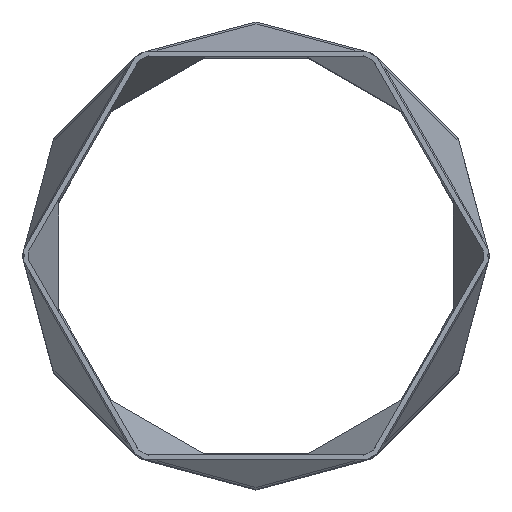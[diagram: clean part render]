
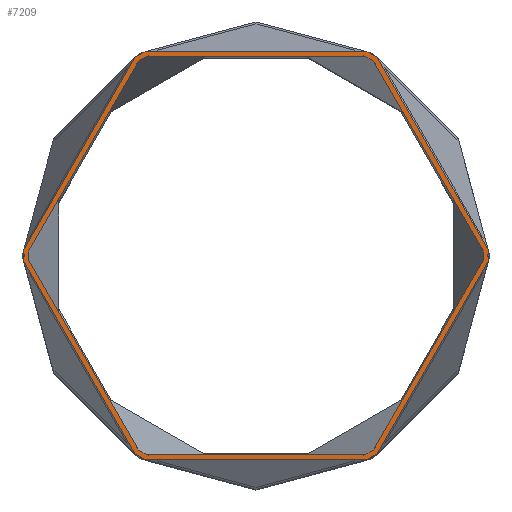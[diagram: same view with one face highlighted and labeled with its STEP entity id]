
A CAD part, top view. The second image highlights one B-rep face of the part: STEP entity #7209.
In plain terms, the highlighted planar face has unit normal (0, 0, 1).
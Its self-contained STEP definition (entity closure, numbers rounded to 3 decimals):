
#29=FACE_BOUND('',#813,.T.);
#367=FACE_OUTER_BOUND('',#812,.T.);
#812=EDGE_LOOP('',(#5589,#5590,#5591,#5592,#5593,#5594,#5595,#5596,#5597,
#5598,#5599,#5600));
#813=EDGE_LOOP('',(#5601,#5602,#5603,#5604,#5605,#5606,#5607,#5608,#5609,
#5610,#5611,#5612));
#1679=LINE('',#11022,#2648);
#1680=LINE('',#11024,#2649);
#1681=LINE('',#11026,#2650);
#1682=LINE('',#11028,#2651);
#1683=LINE('',#11030,#2652);
#1684=LINE('',#11032,#2653);
#1685=LINE('',#11034,#2654);
#1686=LINE('',#11036,#2655);
#1687=LINE('',#11038,#2656);
#1688=LINE('',#11040,#2657);
#1689=LINE('',#11042,#2658);
#1690=LINE('',#11043,#2659);
#1691=LINE('',#11046,#2660);
#1692=LINE('',#11048,#2661);
#1693=LINE('',#11050,#2662);
#1694=LINE('',#11052,#2663);
#1695=LINE('',#11054,#2664);
#1696=LINE('',#11056,#2665);
#1697=LINE('',#11058,#2666);
#1698=LINE('',#11060,#2667);
#1699=LINE('',#11062,#2668);
#1700=LINE('',#11064,#2669);
#1701=LINE('',#11066,#2670);
#1702=LINE('',#11067,#2671);
#2648=VECTOR('',#9010,10.);
#2649=VECTOR('',#9011,10.);
#2650=VECTOR('',#9012,10.);
#2651=VECTOR('',#9013,10.);
#2652=VECTOR('',#9014,10.);
#2653=VECTOR('',#9015,10.);
#2654=VECTOR('',#9016,10.);
#2655=VECTOR('',#9017,10.);
#2656=VECTOR('',#9018,10.);
#2657=VECTOR('',#9019,10.);
#2658=VECTOR('',#9020,10.);
#2659=VECTOR('',#9021,10.);
#2660=VECTOR('',#9022,10.);
#2661=VECTOR('',#9023,10.);
#2662=VECTOR('',#9024,10.);
#2663=VECTOR('',#9025,10.);
#2664=VECTOR('',#9026,10.);
#2665=VECTOR('',#9027,10.);
#2666=VECTOR('',#9028,10.);
#2667=VECTOR('',#9029,10.);
#2668=VECTOR('',#9030,10.);
#2669=VECTOR('',#9031,10.);
#2670=VECTOR('',#9032,10.);
#2671=VECTOR('',#9033,10.);
#3417=VERTEX_POINT('',#11020);
#3418=VERTEX_POINT('',#11021);
#3419=VERTEX_POINT('',#11023);
#3420=VERTEX_POINT('',#11025);
#3421=VERTEX_POINT('',#11027);
#3422=VERTEX_POINT('',#11029);
#3423=VERTEX_POINT('',#11031);
#3424=VERTEX_POINT('',#11033);
#3425=VERTEX_POINT('',#11035);
#3426=VERTEX_POINT('',#11037);
#3427=VERTEX_POINT('',#11039);
#3428=VERTEX_POINT('',#11041);
#3429=VERTEX_POINT('',#11044);
#3430=VERTEX_POINT('',#11045);
#3431=VERTEX_POINT('',#11047);
#3432=VERTEX_POINT('',#11049);
#3433=VERTEX_POINT('',#11051);
#3434=VERTEX_POINT('',#11053);
#3435=VERTEX_POINT('',#11055);
#3436=VERTEX_POINT('',#11057);
#3437=VERTEX_POINT('',#11059);
#3438=VERTEX_POINT('',#11061);
#3439=VERTEX_POINT('',#11063);
#3440=VERTEX_POINT('',#11065);
#4223=EDGE_CURVE('',#3417,#3418,#1679,.T.);
#4224=EDGE_CURVE('',#3419,#3417,#1680,.T.);
#4225=EDGE_CURVE('',#3420,#3419,#1681,.T.);
#4226=EDGE_CURVE('',#3421,#3420,#1682,.T.);
#4227=EDGE_CURVE('',#3422,#3421,#1683,.T.);
#4228=EDGE_CURVE('',#3423,#3422,#1684,.T.);
#4229=EDGE_CURVE('',#3424,#3423,#1685,.T.);
#4230=EDGE_CURVE('',#3425,#3424,#1686,.T.);
#4231=EDGE_CURVE('',#3426,#3425,#1687,.T.);
#4232=EDGE_CURVE('',#3427,#3426,#1688,.T.);
#4233=EDGE_CURVE('',#3428,#3427,#1689,.T.);
#4234=EDGE_CURVE('',#3418,#3428,#1690,.T.);
#4235=EDGE_CURVE('',#3429,#3430,#1691,.T.);
#4236=EDGE_CURVE('',#3431,#3429,#1692,.T.);
#4237=EDGE_CURVE('',#3432,#3431,#1693,.T.);
#4238=EDGE_CURVE('',#3433,#3432,#1694,.T.);
#4239=EDGE_CURVE('',#3434,#3433,#1695,.T.);
#4240=EDGE_CURVE('',#3435,#3434,#1696,.T.);
#4241=EDGE_CURVE('',#3436,#3435,#1697,.T.);
#4242=EDGE_CURVE('',#3437,#3436,#1698,.T.);
#4243=EDGE_CURVE('',#3438,#3437,#1699,.T.);
#4244=EDGE_CURVE('',#3439,#3438,#1700,.T.);
#4245=EDGE_CURVE('',#3440,#3439,#1701,.T.);
#4246=EDGE_CURVE('',#3430,#3440,#1702,.T.);
#5589=ORIENTED_EDGE('',*,*,#4223,.F.);
#5590=ORIENTED_EDGE('',*,*,#4224,.F.);
#5591=ORIENTED_EDGE('',*,*,#4225,.F.);
#5592=ORIENTED_EDGE('',*,*,#4226,.F.);
#5593=ORIENTED_EDGE('',*,*,#4227,.F.);
#5594=ORIENTED_EDGE('',*,*,#4228,.F.);
#5595=ORIENTED_EDGE('',*,*,#4229,.F.);
#5596=ORIENTED_EDGE('',*,*,#4230,.F.);
#5597=ORIENTED_EDGE('',*,*,#4231,.F.);
#5598=ORIENTED_EDGE('',*,*,#4232,.F.);
#5599=ORIENTED_EDGE('',*,*,#4233,.F.);
#5600=ORIENTED_EDGE('',*,*,#4234,.F.);
#5601=ORIENTED_EDGE('',*,*,#4235,.F.);
#5602=ORIENTED_EDGE('',*,*,#4236,.F.);
#5603=ORIENTED_EDGE('',*,*,#4237,.F.);
#5604=ORIENTED_EDGE('',*,*,#4238,.F.);
#5605=ORIENTED_EDGE('',*,*,#4239,.F.);
#5606=ORIENTED_EDGE('',*,*,#4240,.F.);
#5607=ORIENTED_EDGE('',*,*,#4241,.F.);
#5608=ORIENTED_EDGE('',*,*,#4242,.F.);
#5609=ORIENTED_EDGE('',*,*,#4243,.F.);
#5610=ORIENTED_EDGE('',*,*,#4244,.F.);
#5611=ORIENTED_EDGE('',*,*,#4245,.F.);
#5612=ORIENTED_EDGE('',*,*,#4246,.F.);
#6770=PLANE('',#7664);
#7209=ADVANCED_FACE('',(#367,#29),#6770,.F.);
#7664=AXIS2_PLACEMENT_3D('',#11019,#9008,#9009);
#9008=DIRECTION('center_axis',(0.,0.,-1.));
#9009=DIRECTION('ref_axis',(-1.,0.,0.));
#9010=DIRECTION('',(0.5,0.866,0.));
#9011=DIRECTION('',(0.,1.,0.));
#9012=DIRECTION('',(-0.5,0.866,0.));
#9013=DIRECTION('',(-0.866,0.5,0.));
#9014=DIRECTION('',(-1.,0.,0.));
#9015=DIRECTION('',(-0.866,-0.5,0.));
#9016=DIRECTION('',(-0.5,-0.866,0.));
#9017=DIRECTION('',(0.,-1.,0.));
#9018=DIRECTION('',(0.5,-0.866,0.));
#9019=DIRECTION('',(0.866,-0.5,0.));
#9020=DIRECTION('',(1.,0.,0.));
#9021=DIRECTION('',(0.866,0.5,0.));
#9022=DIRECTION('',(-0.5,-0.866,0.));
#9023=DIRECTION('',(-0.866,-0.5,0.));
#9024=DIRECTION('',(-1.,0.,0.));
#9025=DIRECTION('',(-0.866,0.5,0.));
#9026=DIRECTION('',(-0.5,0.866,0.));
#9027=DIRECTION('',(0.,1.,0.));
#9028=DIRECTION('',(0.5,0.866,0.));
#9029=DIRECTION('',(0.866,0.5,0.));
#9030=DIRECTION('',(1.,0.,0.));
#9031=DIRECTION('',(0.866,-0.5,0.));
#9032=DIRECTION('',(0.5,-0.866,0.));
#9033=DIRECTION('',(0.,-1.,0.));
#11019=CARTESIAN_POINT('Origin',(129.415,0.,119.));
#11020=CARTESIAN_POINT('',(-49.665,1.25,119.));
#11021=CARTESIAN_POINT('',(-25.915,42.386,119.));
#11022=CARTESIAN_POINT('',(-21.613,49.837,119.));
#11023=CARTESIAN_POINT('',(-49.665,-1.25,119.));
#11024=CARTESIAN_POINT('',(-49.665,0.,119.));
#11025=CARTESIAN_POINT('',(-25.915,-42.386,119.));
#11026=CARTESIAN_POINT('',(-21.613,-49.837,119.));
#11027=CARTESIAN_POINT('',(-23.75,-43.636,119.));
#11028=CARTESIAN_POINT('',(23.698,-71.03,119.));
#11029=CARTESIAN_POINT('',(23.75,-43.636,119.));
#11030=CARTESIAN_POINT('',(64.708,-43.636,119.));
#11031=CARTESIAN_POINT('',(25.915,-42.386,119.));
#11032=CARTESIAN_POINT('',(73.363,-14.992,119.));
#11033=CARTESIAN_POINT('',(49.665,-1.25,119.));
#11034=CARTESIAN_POINT('',(53.967,6.201,119.));
#11035=CARTESIAN_POINT('',(49.665,1.25,119.));
#11036=CARTESIAN_POINT('',(49.665,0.,119.));
#11037=CARTESIAN_POINT('',(25.915,42.386,119.));
#11038=CARTESIAN_POINT('',(53.967,-6.201,119.));
#11039=CARTESIAN_POINT('',(23.75,43.636,119.));
#11040=CARTESIAN_POINT('',(73.363,14.992,119.));
#11041=CARTESIAN_POINT('',(-23.75,43.636,119.));
#11042=CARTESIAN_POINT('',(64.708,43.636,119.));
#11043=CARTESIAN_POINT('',(23.698,71.03,119.));
#11044=CARTESIAN_POINT('',(-25.143,41.614,119.));
#11045=CARTESIAN_POINT('',(-48.61,0.967,119.));
#11046=CARTESIAN_POINT('',(-20.7,49.31,119.));
#11047=CARTESIAN_POINT('',(-23.467,42.582,119.));
#11048=CARTESIAN_POINT('',(24.226,70.117,119.));
#11049=CARTESIAN_POINT('',(23.467,42.582,119.));
#11050=CARTESIAN_POINT('',(64.708,42.582,119.));
#11051=CARTESIAN_POINT('',(25.143,41.614,119.));
#11052=CARTESIAN_POINT('',(72.836,14.079,119.));
#11053=CARTESIAN_POINT('',(48.61,0.967,119.));
#11054=CARTESIAN_POINT('',(53.054,-6.728,119.));
#11055=CARTESIAN_POINT('',(48.61,-0.967,119.));
#11056=CARTESIAN_POINT('',(48.61,0.,119.));
#11057=CARTESIAN_POINT('',(25.143,-41.614,119.));
#11058=CARTESIAN_POINT('',(53.054,6.728,119.));
#11059=CARTESIAN_POINT('',(23.467,-42.582,119.));
#11060=CARTESIAN_POINT('',(72.836,-14.079,119.));
#11061=CARTESIAN_POINT('',(-23.467,-42.582,119.));
#11062=CARTESIAN_POINT('',(64.708,-42.582,119.));
#11063=CARTESIAN_POINT('',(-25.143,-41.614,119.));
#11064=CARTESIAN_POINT('',(24.226,-70.117,119.));
#11065=CARTESIAN_POINT('',(-48.61,-0.967,119.));
#11066=CARTESIAN_POINT('',(-20.7,-49.31,119.));
#11067=CARTESIAN_POINT('',(-48.61,0.,119.));
